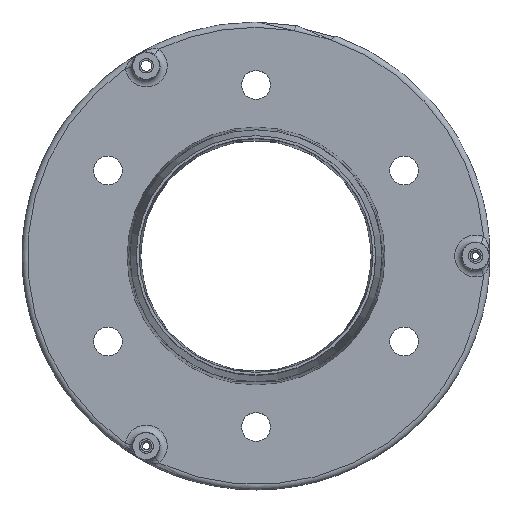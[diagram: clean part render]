
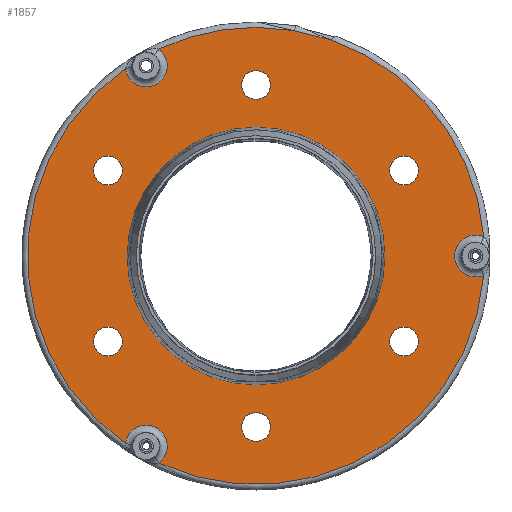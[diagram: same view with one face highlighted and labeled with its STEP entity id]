
A CAD part, top view. The second image highlights one B-rep face of the part: STEP entity #1857.
In plain terms, the highlighted planar face has unit normal (0, 0, 1).
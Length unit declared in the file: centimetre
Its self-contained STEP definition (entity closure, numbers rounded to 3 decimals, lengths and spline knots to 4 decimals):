
#29=FACE_BOUND('',#325,.T.);
#30=FACE_BOUND('',#326,.T.);
#31=FACE_BOUND('',#327,.T.);
#32=FACE_BOUND('',#328,.T.);
#33=FACE_BOUND('',#329,.T.);
#34=FACE_BOUND('',#330,.T.);
#35=FACE_BOUND('',#331,.T.);
#69=PLANE('',#2018);
#190=FACE_OUTER_BOUND('',#324,.T.);
#324=EDGE_LOOP('',(#1319,#1320,#1321,#1322,#1323,#1324,#1325));
#325=EDGE_LOOP('',(#1326));
#326=EDGE_LOOP('',(#1327));
#327=EDGE_LOOP('',(#1328));
#328=EDGE_LOOP('',(#1329));
#329=EDGE_LOOP('',(#1330));
#330=EDGE_LOOP('',(#1331));
#331=EDGE_LOOP('',(#1332));
#697=CIRCLE('',#2010,11.6752);
#698=CIRCLE('',#2012,127.);
#701=CIRCLE('',#2015,127.);
#702=CIRCLE('',#2016,127.);
#703=CIRCLE('',#2017,127.);
#704=CIRCLE('',#2019,11.6752);
#705=CIRCLE('',#2020,11.6752);
#706=CIRCLE('',#2021,71.0974);
#707=CIRCLE('',#2022,8.);
#708=CIRCLE('',#2023,8.);
#709=CIRCLE('',#2024,8.);
#710=CIRCLE('',#2025,8.);
#711=CIRCLE('',#2026,8.);
#712=CIRCLE('',#2027,8.);
#862=VERTEX_POINT('',#3025);
#866=VERTEX_POINT('',#3032);
#867=VERTEX_POINT('',#3279);
#869=VERTEX_POINT('',#3284);
#870=VERTEX_POINT('',#3286);
#871=VERTEX_POINT('',#3321);
#872=VERTEX_POINT('',#3323);
#873=VERTEX_POINT('',#3356);
#874=VERTEX_POINT('',#3358);
#875=VERTEX_POINT('',#3360);
#876=VERTEX_POINT('',#3362);
#877=VERTEX_POINT('',#3364);
#878=VERTEX_POINT('',#3366);
#879=VERTEX_POINT('',#3368);
#1029=EDGE_CURVE('',#866,#862,#697,.T.);
#1032=EDGE_CURVE('',#867,#862,#698,.T.);
#1035=EDGE_CURVE('',#869,#867,#701,.T.);
#1037=EDGE_CURVE('',#871,#870,#702,.T.);
#1039=EDGE_CURVE('',#866,#872,#703,.T.);
#1040=EDGE_CURVE('',#871,#872,#704,.T.);
#1041=EDGE_CURVE('',#869,#870,#705,.T.);
#1042=EDGE_CURVE('',#873,#873,#706,.T.);
#1043=EDGE_CURVE('',#874,#874,#707,.T.);
#1044=EDGE_CURVE('',#875,#875,#708,.T.);
#1045=EDGE_CURVE('',#876,#876,#709,.T.);
#1046=EDGE_CURVE('',#877,#877,#710,.T.);
#1047=EDGE_CURVE('',#878,#878,#711,.T.);
#1048=EDGE_CURVE('',#879,#879,#712,.T.);
#1319=ORIENTED_EDGE('',*,*,#1029,.F.);
#1320=ORIENTED_EDGE('',*,*,#1039,.T.);
#1321=ORIENTED_EDGE('',*,*,#1040,.F.);
#1322=ORIENTED_EDGE('',*,*,#1037,.T.);
#1323=ORIENTED_EDGE('',*,*,#1041,.F.);
#1324=ORIENTED_EDGE('',*,*,#1035,.T.);
#1325=ORIENTED_EDGE('',*,*,#1032,.T.);
#1326=ORIENTED_EDGE('',*,*,#1042,.F.);
#1327=ORIENTED_EDGE('',*,*,#1043,.T.);
#1328=ORIENTED_EDGE('',*,*,#1044,.T.);
#1329=ORIENTED_EDGE('',*,*,#1045,.T.);
#1330=ORIENTED_EDGE('',*,*,#1046,.T.);
#1331=ORIENTED_EDGE('',*,*,#1047,.T.);
#1332=ORIENTED_EDGE('',*,*,#1048,.T.);
#1857=ADVANCED_FACE('',(#190,#29,#30,#31,#32,#33,#34,#35),#69,.T.);
#2010=AXIS2_PLACEMENT_3D('',#3034,#2338,#2339);
#2012=AXIS2_PLACEMENT_3D('',#3280,#2342,#2343);
#2015=AXIS2_PLACEMENT_3D('',#3285,#2348,#2349);
#2016=AXIS2_PLACEMENT_3D('',#3322,#2350,#2351);
#2017=AXIS2_PLACEMENT_3D('',#3352,#2352,#2353);
#2018=AXIS2_PLACEMENT_3D('',#3353,#2354,#2355);
#2019=AXIS2_PLACEMENT_3D('',#3354,#2356,#2357);
#2020=AXIS2_PLACEMENT_3D('',#3355,#2358,#2359);
#2021=AXIS2_PLACEMENT_3D('',#3357,#2360,#2361);
#2022=AXIS2_PLACEMENT_3D('',#3359,#2362,#2363);
#2023=AXIS2_PLACEMENT_3D('',#3361,#2364,#2365);
#2024=AXIS2_PLACEMENT_3D('',#3363,#2366,#2367);
#2025=AXIS2_PLACEMENT_3D('',#3365,#2368,#2369);
#2026=AXIS2_PLACEMENT_3D('',#3367,#2370,#2371);
#2027=AXIS2_PLACEMENT_3D('',#3369,#2372,#2373);
#2338=DIRECTION('center_axis',(0.,0.,
1.));
#2339=DIRECTION('ref_axis',(0.5,-0.866,0.));
#2342=DIRECTION('center_axis',(0.,0.,
1.));
#2343=DIRECTION('ref_axis',(1.,0.,0.));
#2348=DIRECTION('center_axis',(0.,0.,
1.));
#2349=DIRECTION('ref_axis',(1.,0.,0.));
#2350=DIRECTION('center_axis',(0.,0.,
1.));
#2351=DIRECTION('ref_axis',(1.,0.,0.));
#2352=DIRECTION('center_axis',(0.,0.,
1.));
#2353=DIRECTION('ref_axis',(1.,0.,0.));
#2354=DIRECTION('center_axis',(0.,0.,
1.));
#2355=DIRECTION('ref_axis',(0.,-1.,0.));
#2356=DIRECTION('center_axis',(0.,0.,
1.));
#2357=DIRECTION('ref_axis',(0.5,0.866,0.));
#2358=DIRECTION('center_axis',(0.,0.,
1.));
#2359=DIRECTION('ref_axis',(-1.,0.,0.));
#2360=DIRECTION('center_axis',(0.,0.,
1.));
#2361=DIRECTION('ref_axis',(1.,0.,0.));
#2362=DIRECTION('center_axis',(0.,0.,
-1.));
#2363=DIRECTION('ref_axis',(0.,-1.,0.));
#2364=DIRECTION('center_axis',(0.,0.,
-1.));
#2365=DIRECTION('ref_axis',(1.,0.,0.));
#2366=DIRECTION('center_axis',(0.,0.,
-1.));
#2367=DIRECTION('ref_axis',(1.,0.,0.));
#2368=DIRECTION('center_axis',(0.,0.,
-1.));
#2369=DIRECTION('ref_axis',(1.,0.,0.));
#2370=DIRECTION('center_axis',(0.,0.,
-1.));
#2371=DIRECTION('ref_axis',(1.,0.,0.));
#2372=DIRECTION('center_axis',(0.,0.,
-1.));
#2373=DIRECTION('ref_axis',(1.,0.,0.));
#3025=CARTESIAN_POINT('',(698.4078,473.2914,-33.4685));
#3032=CARTESIAN_POINT('',(679.7802,462.5367,-33.4685));
#3034=CARTESIAN_POINT('Origin',(691.3659,463.979,-33.4685));
#3279=CARTESIAN_POINT('',(752.3659,485.3239,-33.4685));
#3280=CARTESIAN_POINT('Origin',(752.3659,358.3239,-33.4685));
#3284=CARTESIAN_POINT('',(878.9097,369.0786,-33.4685));
#3285=CARTESIAN_POINT('Origin',(752.3659,358.3239,-33.4685));
#3286=CARTESIAN_POINT('',(878.9097,347.5692,-33.4685));
#3321=CARTESIAN_POINT('',(698.4078,243.3564,-33.4685));
#3322=CARTESIAN_POINT('Origin',(752.3659,358.3239,-33.4685));
#3323=CARTESIAN_POINT('',(679.7802,254.1111,-33.4685));
#3352=CARTESIAN_POINT('Origin',(752.3659,358.3239,-33.4685));
#3353=CARTESIAN_POINT('Origin',(851.4146,358.3239,-33.4685));
#3354=CARTESIAN_POINT('Origin',(691.3659,252.6688,-33.4685));
#3355=CARTESIAN_POINT('Origin',(874.3659,358.3239,-33.4685));
#3356=CARTESIAN_POINT('',(752.3659,429.4214,-33.4685));
#3357=CARTESIAN_POINT('Origin',(752.3659,358.3239,-33.4685));
#3358=CARTESIAN_POINT('',(752.3659,271.3239,-33.4685));
#3359=CARTESIAN_POINT('Origin',(752.3659,263.3239,-33.4685));
#3360=CARTESIAN_POINT('',(826.6383,405.8239,-33.4685));
#3361=CARTESIAN_POINT('Origin',(834.6383,405.8239,-33.4685));
#3362=CARTESIAN_POINT('',(662.0935,405.8239,-33.4685));
#3363=CARTESIAN_POINT('Origin',(670.0935,405.8239,-33.4685));
#3364=CARTESIAN_POINT('',(662.0935,310.8239,-33.4685));
#3365=CARTESIAN_POINT('Origin',(670.0935,310.8239,-33.4685));
#3366=CARTESIAN_POINT('',(744.3659,453.3239,-33.4685));
#3367=CARTESIAN_POINT('Origin',(752.3659,453.3239,-33.4685));
#3368=CARTESIAN_POINT('',(826.6383,310.8239,-33.4685));
#3369=CARTESIAN_POINT('Origin',(834.6383,310.8239,-33.4685));
